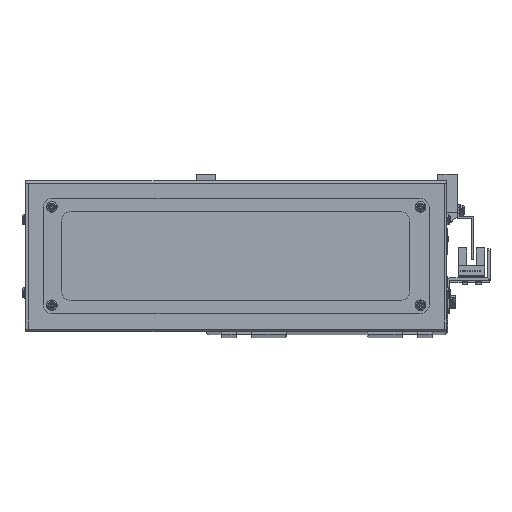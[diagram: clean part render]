
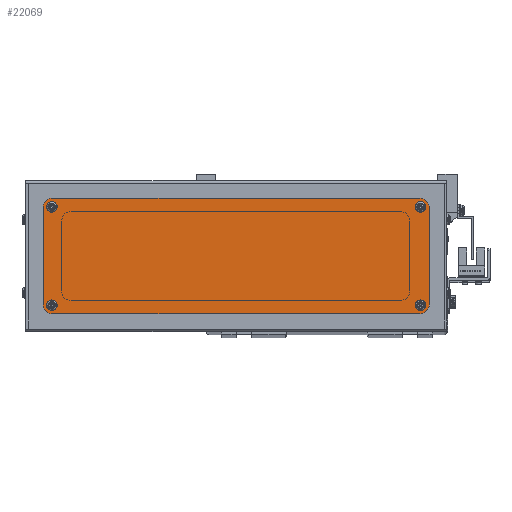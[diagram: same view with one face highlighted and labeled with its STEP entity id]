
A CAD part, top view. The second image highlights one B-rep face of the part: STEP entity #22069.
In plain terms, the highlighted planar face has unit normal (0, 0, 1).
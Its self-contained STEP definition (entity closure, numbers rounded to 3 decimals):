
#95 = DIRECTION ( 'NONE',  ( 0., 0., 1. ) ) ;
#538 = DIRECTION ( 'NONE',  ( 0., 1., 0. ) ) ;
#1182 = CARTESIAN_POINT ( 'NONE',  ( -95.5, 25.5, 2. ) ) ;
#2223 = EDGE_CURVE ( 'NONE', #78779, #8849, #46710, .T. ) ;
#2455 = ORIENTED_EDGE ( 'NONE', *, *, #65246, .T. ) ;
#2664 = CARTESIAN_POINT ( 'NONE',  ( 93.8, -25.5, 2. ) ) ;
#3693 = DIRECTION ( 'NONE',  ( 0., 0., 1. ) ) ;
#4362 = DIRECTION ( 'NONE',  ( 1., 0., 0. ) ) ;
#4630 = VECTOR ( 'NONE', #50068, 1000. ) ;
#4874 = CARTESIAN_POINT ( 'NONE',  ( -93.8, 25.5, 2. ) ) ;
#5248 = CARTESIAN_POINT ( 'NONE',  ( -100., -25., 2. ) ) ;
#5360 = VECTOR ( 'NONE', #10895, 1000. ) ;
#5484 = VERTEX_POINT ( 'NONE', #29606 ) ;
#6356 = CARTESIAN_POINT ( 'NONE',  ( 100., 25., 2. ) ) ;
#7366 = DIRECTION ( 'NONE',  ( 1., 0., 0. ) ) ;
#8544 = DIRECTION ( 'NONE',  ( 0., 0., 1. ) ) ;
#8849 = VERTEX_POINT ( 'NONE', #36900 ) ;
#8968 = ORIENTED_EDGE ( 'NONE', *, *, #2223, .T. ) ;
#9804 = DIRECTION ( 'NONE',  ( 1., 0., 0. ) ) ;
#9918 = CARTESIAN_POINT ( 'NONE',  ( -100., 25., 2. ) ) ;
#10208 = FACE_BOUND ( 'NONE', #64580, .T. ) ;
#10895 = DIRECTION ( 'NONE',  ( 1., 0., 0. ) ) ;
#11016 = VERTEX_POINT ( 'NONE', #2664 ) ;
#11155 = AXIS2_PLACEMENT_3D ( 'NONE', #30540, #73541, #36710 ) ;
#11488 = DIRECTION ( 'NONE',  ( 0., 0., 1. ) ) ;
#12175 = FACE_BOUND ( 'NONE', #42640, .T. ) ;
#12252 = CARTESIAN_POINT ( 'NONE',  ( 95., 25., 2. ) ) ;
#12847 = CIRCLE ( 'NONE', #58402, 1.7 ) ;
#14192 = AXIS2_PLACEMENT_3D ( 'NONE', #48427, #11488, #54647 ) ;
#14246 = ORIENTED_EDGE ( 'NONE', *, *, #48703, .T. ) ;
#16074 = ORIENTED_EDGE ( 'NONE', *, *, #40286, .F. ) ;
#16649 = CIRCLE ( 'NONE', #26325, 5. ) ;
#16692 = CIRCLE ( 'NONE', #68341, 5. ) ;
#17451 = CARTESIAN_POINT ( 'NONE',  ( -100., -25., 2. ) ) ;
#17839 = VERTEX_POINT ( 'NONE', #29245 ) ;
#18411 = CARTESIAN_POINT ( 'NONE',  ( -95., -30., 2. ) ) ;
#18488 = DIRECTION ( 'NONE',  ( 1., 0., 0. ) ) ;
#18758 = ORIENTED_EDGE ( 'NONE', *, *, #51904, .F. ) ;
#20111 = CIRCLE ( 'NONE', #31227, 1.7 ) ;
#22069 = ADVANCED_FACE ( 'NONE', ( #75812, #43051, #59452, #12175, #10208 ), #46789, .T. ) ;
#23079 = ORIENTED_EDGE ( 'NONE', *, *, #62426, .T. ) ;
#23886 = CIRCLE ( 'NONE', #11155, 1.7 ) ;
#26145 = EDGE_CURVE ( 'NONE', #17839, #5484, #23886, .T. ) ;
#26325 = AXIS2_PLACEMENT_3D ( 'NONE', #78143, #41318, #4362 ) ;
#27892 = EDGE_LOOP ( 'NONE', ( #67257, #41027 ) ) ;
#28474 = CARTESIAN_POINT ( 'NONE',  ( 100., -25., 2. ) ) ;
#29200 = ORIENTED_EDGE ( 'NONE', *, *, #50902, .F. ) ;
#29245 = CARTESIAN_POINT ( 'NONE',  ( 97.2, 25.5, 2. ) ) ;
#29606 = CARTESIAN_POINT ( 'NONE',  ( 93.8, 25.5, 2. ) ) ;
#30540 = CARTESIAN_POINT ( 'NONE',  ( 95.5, 25.5, 2. ) ) ;
#31227 = AXIS2_PLACEMENT_3D ( 'NONE', #68592, #31822, #74817 ) ;
#31304 = VERTEX_POINT ( 'NONE', #71712 ) ;
#31471 = CARTESIAN_POINT ( 'NONE',  ( 95., -25., 2. ) ) ;
#31822 = DIRECTION ( 'NONE',  ( 0., 0., 1. ) ) ;
#32528 = VERTEX_POINT ( 'NONE', #59436 ) ;
#33016 = ORIENTED_EDGE ( 'NONE', *, *, #56036, .F. ) ;
#34468 = EDGE_CURVE ( 'NONE', #63207, #37603, #40140, .T. ) ;
#34682 = CARTESIAN_POINT ( 'NONE',  ( 95.5, -25.5, 2. ) ) ;
#35576 = CARTESIAN_POINT ( 'NONE',  ( 95.5, -25.5, 2. ) ) ;
#36710 = DIRECTION ( 'NONE',  ( 1., 0., 0. ) ) ;
#36900 = CARTESIAN_POINT ( 'NONE',  ( 95., 30., 2. ) ) ;
#37063 = CARTESIAN_POINT ( 'NONE',  ( -95.5, -25.5, 2. ) ) ;
#37500 = LINE ( 'NONE', #68360, #4630 ) ;
#37603 = VERTEX_POINT ( 'NONE', #79694 ) ;
#37630 = DIRECTION ( 'NONE',  ( 1., 0., 0. ) ) ;
#38433 = CIRCLE ( 'NONE', #60490, 5. ) ;
#39904 = EDGE_LOOP ( 'NONE', ( #29200, #67032 ) ) ;
#40140 = LINE ( 'NONE', #41675, #5360 ) ;
#40286 = EDGE_CURVE ( 'NONE', #59625, #32528, #20111, .T. ) ;
#40604 = VECTOR ( 'NONE', #538, 1000. ) ;
#40625 = CARTESIAN_POINT ( 'NONE',  ( -95., 25., 2. ) ) ;
#40811 = DIRECTION ( 'NONE',  ( 1., 0., 0. ) ) ;
#41027 = ORIENTED_EDGE ( 'NONE', *, *, #53484, .F. ) ;
#41318 = DIRECTION ( 'NONE',  ( 0., 0., 1. ) ) ;
#41675 = CARTESIAN_POINT ( 'NONE',  ( 95., -30., 2. ) ) ;
#41713 = DIRECTION ( 'NONE',  ( 1., 0., 0. ) ) ;
#42343 = CIRCLE ( 'NONE', #14192, 1.7 ) ;
#42640 = EDGE_LOOP ( 'NONE', ( #33016, #16074 ) ) ;
#43051 = FACE_BOUND ( 'NONE', #39904, .T. ) ;
#43193 = DIRECTION ( 'NONE',  ( 1., 0., 0. ) ) ;
#43248 = AXIS2_PLACEMENT_3D ( 'NONE', #45500, #8544, #51684 ) ;
#44319 = DIRECTION ( 'NONE',  ( 0., 0., 1. ) ) ;
#44410 = AXIS2_PLACEMENT_3D ( 'NONE', #35576, #78565, #41713 ) ;
#45500 = CARTESIAN_POINT ( 'NONE',  ( 95.5, 25.5, 2. ) ) ;
#46710 = CIRCLE ( 'NONE', #51117, 5. ) ;
#46789 = PLANE ( 'NONE',  #74428 ) ;
#46798 = DIRECTION ( 'NONE',  ( 1., 0., 0. ) ) ;
#48087 = CIRCLE ( 'NONE', #44410, 1.7 ) ;
#48173 = VERTEX_POINT ( 'NONE', #61467 ) ;
#48427 = CARTESIAN_POINT ( 'NONE',  ( -95.5, -25.5, 2. ) ) ;
#48641 = VERTEX_POINT ( 'NONE', #72152 ) ;
#48703 = EDGE_CURVE ( 'NONE', #52893, #59074, #73172, .T. ) ;
#48720 = EDGE_CURVE ( 'NONE', #48641, #31304, #42343, .T. ) ;
#50068 = DIRECTION ( 'NONE',  ( -1., 0., 0. ) ) ;
#50902 = EDGE_CURVE ( 'NONE', #5484, #17839, #53528, .T. ) ;
#51117 = AXIS2_PLACEMENT_3D ( 'NONE', #12252, #55401, #18488 ) ;
#51684 = DIRECTION ( 'NONE',  ( 1., 0., 0. ) ) ;
#51904 = EDGE_CURVE ( 'NONE', #31304, #48641, #12847, .T. ) ;
#52700 = DIRECTION ( 'NONE',  ( 0., 0., 1. ) ) ;
#52893 = VERTEX_POINT ( 'NONE', #9918 ) ;
#53484 = EDGE_CURVE ( 'NONE', #76626, #11016, #48087, .T. ) ;
#53528 = CIRCLE ( 'NONE', #43248, 1.7 ) ;
#54364 = DIRECTION ( 'NONE',  ( 0., -1., 0. ) ) ;
#54493 = ORIENTED_EDGE ( 'NONE', *, *, #69583, .T. ) ;
#54647 = DIRECTION ( 'NONE',  ( 1., 0., 0. ) ) ;
#55401 = DIRECTION ( 'NONE',  ( 0., 0., 1. ) ) ;
#55905 = CIRCLE ( 'NONE', #59880, 1.7 ) ;
#56036 = EDGE_CURVE ( 'NONE', #32528, #59625, #57470, .T. ) ;
#56886 = ORIENTED_EDGE ( 'NONE', *, *, #34468, .T. ) ;
#57470 = CIRCLE ( 'NONE', #66225, 1.7 ) ;
#58402 = AXIS2_PLACEMENT_3D ( 'NONE', #37063, #95, #43193 ) ;
#58728 = VECTOR ( 'NONE', #54364, 1000. ) ;
#59074 = VERTEX_POINT ( 'NONE', #5248 ) ;
#59436 = CARTESIAN_POINT ( 'NONE',  ( -97.2, 25.5, 2. ) ) ;
#59452 = FACE_OUTER_BOUND ( 'NONE', #68643, .T. ) ;
#59625 = VERTEX_POINT ( 'NONE', #4874 ) ;
#59880 = AXIS2_PLACEMENT_3D ( 'NONE', #34682, #77682, #40811 ) ;
#60490 = AXIS2_PLACEMENT_3D ( 'NONE', #40625, #3693, #46798 ) ;
#61230 = EDGE_CURVE ( 'NONE', #11016, #76626, #55905, .T. ) ;
#61253 = VERTEX_POINT ( 'NONE', #28474 ) ;
#61467 = CARTESIAN_POINT ( 'NONE',  ( -95., 30., 2. ) ) ;
#61767 = ORIENTED_EDGE ( 'NONE', *, *, #48720, .F. ) ;
#62193 = EDGE_CURVE ( 'NONE', #8849, #48173, #37500, .T. ) ;
#62426 = EDGE_CURVE ( 'NONE', #48173, #52893, #38433, .T. ) ;
#63207 = VERTEX_POINT ( 'NONE', #18411 ) ;
#64580 = EDGE_LOOP ( 'NONE', ( #18758, #61767 ) ) ;
#65246 = EDGE_CURVE ( 'NONE', #37603, #61253, #16692, .T. ) ;
#66225 = AXIS2_PLACEMENT_3D ( 'NONE', #1182, #44319, #7366 ) ;
#67032 = ORIENTED_EDGE ( 'NONE', *, *, #26145, .F. ) ;
#67257 = ORIENTED_EDGE ( 'NONE', *, *, #61230, .F. ) ;
#67602 = EDGE_CURVE ( 'NONE', #59074, #63207, #16649, .T. ) ;
#68341 = AXIS2_PLACEMENT_3D ( 'NONE', #31471, #74438, #37630 ) ;
#68360 = CARTESIAN_POINT ( 'NONE',  ( -95., 30., 2. ) ) ;
#68592 = CARTESIAN_POINT ( 'NONE',  ( -95.5, 25.5, 2. ) ) ;
#68643 = EDGE_LOOP ( 'NONE', ( #69364, #56886, #2455, #54493, #8968, #77073, #23079, #14246 ) ) ;
#69364 = ORIENTED_EDGE ( 'NONE', *, *, #67602, .T. ) ;
#69583 = EDGE_CURVE ( 'NONE', #61253, #78779, #73343, .T. ) ;
#71712 = CARTESIAN_POINT ( 'NONE',  ( -97.2, -25.5, 2. ) ) ;
#72152 = CARTESIAN_POINT ( 'NONE',  ( -93.8, -25.5, 2. ) ) ;
#73172 = LINE ( 'NONE', #17451, #58728 ) ;
#73343 = LINE ( 'NONE', #74291, #40604 ) ;
#73541 = DIRECTION ( 'NONE',  ( 0., 0., 1. ) ) ;
#74291 = CARTESIAN_POINT ( 'NONE',  ( 100., 25., 2. ) ) ;
#74428 = AXIS2_PLACEMENT_3D ( 'NONE', #77468, #52700, #9804 ) ;
#74438 = DIRECTION ( 'NONE',  ( 0., 0., 1. ) ) ;
#74817 = DIRECTION ( 'NONE',  ( 1., 0., 0. ) ) ;
#75812 = FACE_BOUND ( 'NONE', #27892, .T. ) ;
#76626 = VERTEX_POINT ( 'NONE', #77080 ) ;
#77073 = ORIENTED_EDGE ( 'NONE', *, *, #62193, .T. ) ;
#77080 = CARTESIAN_POINT ( 'NONE',  ( 97.2, -25.5, 2. ) ) ;
#77468 = CARTESIAN_POINT ( 'NONE',  ( -95., -25., 2. ) ) ;
#77682 = DIRECTION ( 'NONE',  ( 0., 0., 1. ) ) ;
#78143 = CARTESIAN_POINT ( 'NONE',  ( -95., -25., 2. ) ) ;
#78565 = DIRECTION ( 'NONE',  ( 0., 0., 1. ) ) ;
#78779 = VERTEX_POINT ( 'NONE', #6356 ) ;
#79694 = CARTESIAN_POINT ( 'NONE',  ( 95., -30., 2. ) ) ;
